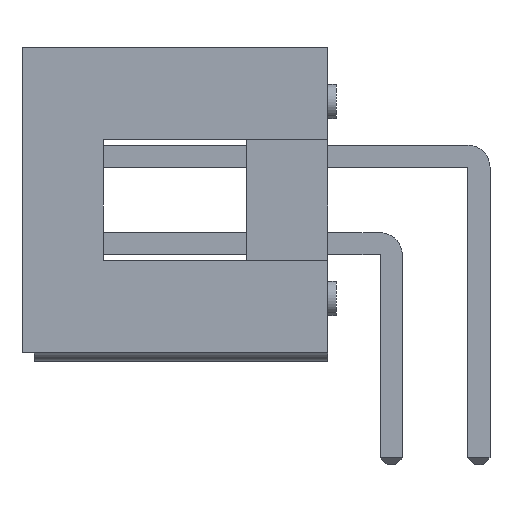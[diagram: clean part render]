
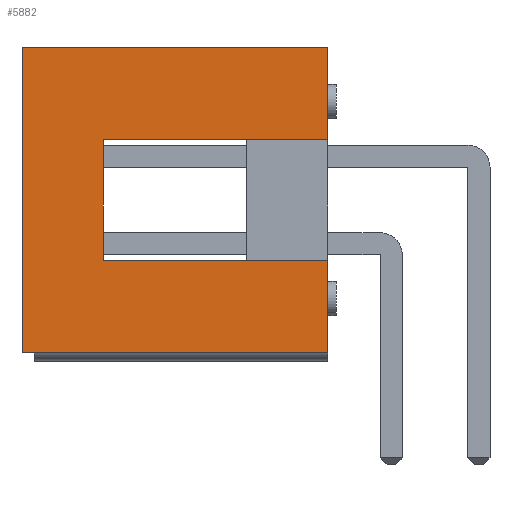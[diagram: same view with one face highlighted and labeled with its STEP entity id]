
A CAD part, left-side view. The second image highlights one B-rep face of the part: STEP entity #5882.
In plain terms, the highlighted face is planar.
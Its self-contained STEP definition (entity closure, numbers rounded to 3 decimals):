
#122=FACE_OUTER_BOUND('',#458,.T.);
#458=EDGE_LOOP('',(#3639,#3640,#3641,#3642,#3643,#3644,#3645,#3646));
#827=LINE('',#8144,#1581);
#835=LINE('',#8161,#1589);
#836=LINE('',#8163,#1590);
#837=LINE('',#8165,#1591);
#838=LINE('',#8167,#1592);
#839=LINE('',#8169,#1593);
#840=LINE('',#8170,#1594);
#841=LINE('',#8171,#1595);
#1581=VECTOR('',#6621,1.);
#1589=VECTOR('',#6631,1.);
#1590=VECTOR('',#6632,1.);
#1591=VECTOR('',#6633,1.);
#1592=VECTOR('',#6634,1.);
#1593=VECTOR('',#6635,1.);
#1594=VECTOR('',#6636,1.);
#1595=VECTOR('',#6637,1.);
#2335=VERTEX_POINT('',#8142);
#2336=VERTEX_POINT('',#8143);
#2343=VERTEX_POINT('',#8159);
#2344=VERTEX_POINT('',#8160);
#2345=VERTEX_POINT('',#8162);
#2346=VERTEX_POINT('',#8164);
#2347=VERTEX_POINT('',#8166);
#2348=VERTEX_POINT('',#8168);
#2831=EDGE_CURVE('',#2335,#2336,#827,.T.);
#2839=EDGE_CURVE('',#2343,#2344,#835,.T.);
#2840=EDGE_CURVE('',#2343,#2345,#836,.T.);
#2841=EDGE_CURVE('',#2345,#2346,#837,.T.);
#2842=EDGE_CURVE('',#2347,#2346,#838,.T.);
#2843=EDGE_CURVE('',#2347,#2348,#839,.T.);
#2844=EDGE_CURVE('',#2348,#2335,#840,.T.);
#2845=EDGE_CURVE('',#2344,#2336,#841,.T.);
#3639=ORIENTED_EDGE('',*,*,#2839,.F.);
#3640=ORIENTED_EDGE('',*,*,#2840,.T.);
#3641=ORIENTED_EDGE('',*,*,#2841,.T.);
#3642=ORIENTED_EDGE('',*,*,#2842,.F.);
#3643=ORIENTED_EDGE('',*,*,#2843,.T.);
#3644=ORIENTED_EDGE('',*,*,#2844,.T.);
#3645=ORIENTED_EDGE('',*,*,#2831,.T.);
#3646=ORIENTED_EDGE('',*,*,#2845,.F.);
#5232=PLANE('',#6233);
#5882=ADVANCED_FACE('',(#122),#5232,.T.);
#6233=AXIS2_PLACEMENT_3D('',#8158,#6629,#6630);
#6621=DIRECTION('',(1.,0.,0.));
#6629=DIRECTION('center_axis',(0.,1.,0.));
#6630=DIRECTION('ref_axis',(1.,0.,0.));
#6631=DIRECTION('',(1.,0.,0.));
#6632=DIRECTION('',(0.,0.,1.));
#6633=DIRECTION('',(1.,0.,0.));
#6634=DIRECTION('',(0.,0.,-1.));
#6635=DIRECTION('',(-1.,0.,0.));
#6636=DIRECTION('',(0.,0.,1.));
#6637=DIRECTION('',(0.,0.,1.));
#8142=CARTESIAN_POINT('',(4.38,5.1,9.095));
#8143=CARTESIAN_POINT('',(13.23,5.1,9.095));
#8144=CARTESIAN_POINT('',(4.38,5.1,9.095));
#8158=CARTESIAN_POINT('Origin',(8.805,5.1,4.67));
#8159=CARTESIAN_POINT('',(4.38,5.1,0.245));
#8160=CARTESIAN_POINT('',(13.23,5.1,0.245));
#8161=CARTESIAN_POINT('',(4.38,5.1,0.245));
#8162=CARTESIAN_POINT('',(4.38,5.1,2.92));
#8163=CARTESIAN_POINT('',(4.38,5.1,0.245));
#8164=CARTESIAN_POINT('',(10.88,5.1,2.92));
#8165=CARTESIAN_POINT('',(6.593,5.1,2.92));
#8166=CARTESIAN_POINT('',(10.88,5.1,6.42));
#8167=CARTESIAN_POINT('',(10.88,5.1,4.67));
#8168=CARTESIAN_POINT('',(4.38,5.1,6.42));
#8169=CARTESIAN_POINT('',(6.593,5.1,6.42));
#8170=CARTESIAN_POINT('',(4.38,5.1,0.245));
#8171=CARTESIAN_POINT('',(13.23,5.1,0.245));
